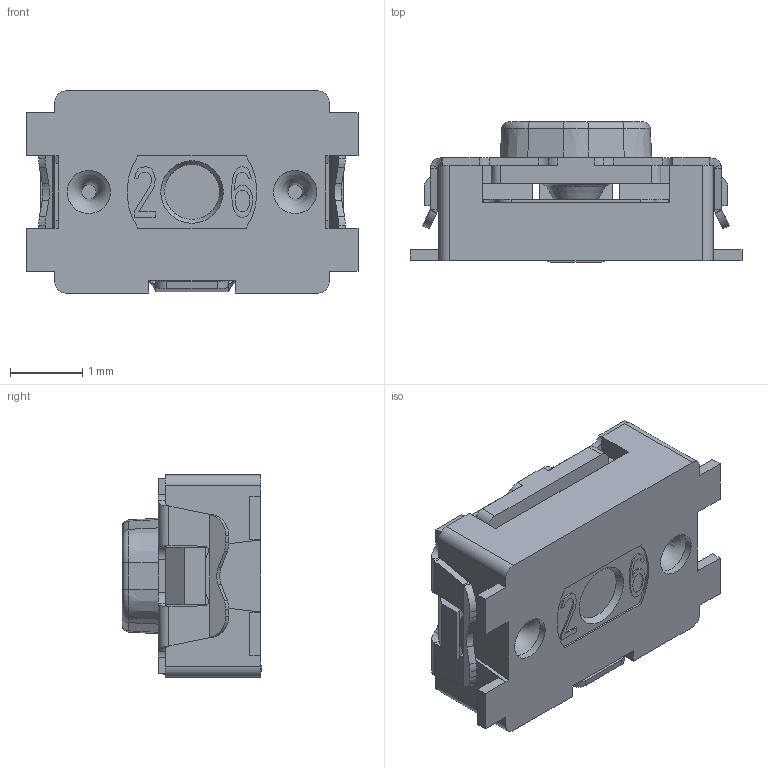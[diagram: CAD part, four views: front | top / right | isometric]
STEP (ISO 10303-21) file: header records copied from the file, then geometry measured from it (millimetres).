
FILE_DESCRIPTION(/* description */ (''),/* implementation_level */ '2;1');
FILE_NAME(/* name */ 'KMR211GLFS.step',/* time_stamp */ '2020-09-15T02:33:55-04:00',/* author */ (''),/* organization */ (''),/* preprocessor_version */ 'ST-DEVELOPER v18.1',/* originating_system */ 'Autodesk Translation Framework v9.3.0.1241',/* authorisation */ '');
FILE_SCHEMA (('AUTOMOTIVE_DESIGN { 1 0 10303 214 3 1 1 }'));
Length unit declared in the file: metre
Products named in the file (1): KMR211GLFS
Bounding box: 4.6 x 1.94 x 2.8 mm (x, y, z)
Volume: 14 mm3; surface area: 78.2 mm2
Topology: 1 solids, 1 shells, 375 faces, 1059 edges, 684 vertices
Faces by surface type: plane 252, cylinder 88, bspline 18, torus 9, cone 8
Full cylindrical faces by diameter (mm): 0.6 x2
Entity records: 13514 total; most frequent: CARTESIAN_POINT 3659, ORIENTED_EDGE 2110, DIRECTION 1906, EDGE_CURVE 1055, LINE 820, VECTOR 820, VERTEX_POINT 684, AXIS2_PLACEMENT_3D 543
